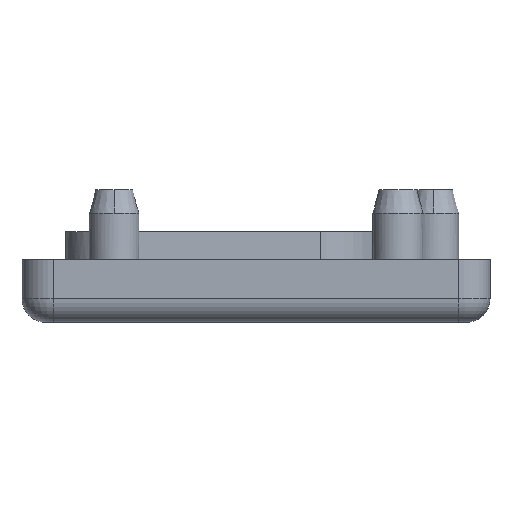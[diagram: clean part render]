
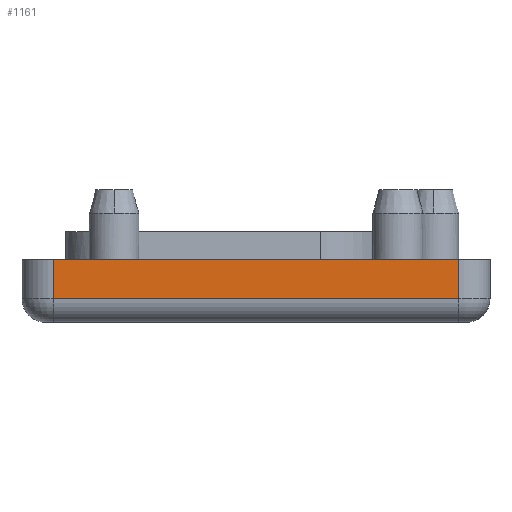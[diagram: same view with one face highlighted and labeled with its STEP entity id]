
A CAD part, front view. The second image highlights one B-rep face of the part: STEP entity #1161.
In plain terms, the highlighted planar face has unit normal (0, -1, 0).
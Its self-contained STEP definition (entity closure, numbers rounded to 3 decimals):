
#59 = LINE ( 'NONE', #1104, #1959 ) ;
#154 = ORIENTED_EDGE ( 'NONE', *, *, #3052, .F. ) ;
#298 = VECTOR ( 'NONE', #2697, 1000. ) ;
#322 = CARTESIAN_POINT ( 'NONE',  ( -43.4, 0., 4. ) ) ;
#466 = AXIS2_PLACEMENT_3D ( 'NONE', #2833, #3423, #2321 ) ;
#593 = VERTEX_POINT ( 'NONE', #1048 ) ;
#693 = EDGE_CURVE ( 'NONE', #593, #2962, #59, .T. ) ;
#717 = VERTEX_POINT ( 'NONE', #3213 ) ;
#922 = ORIENTED_EDGE ( 'NONE', *, *, #1406, .F. ) ;
#1029 = ORIENTED_EDGE ( 'NONE', *, *, #693, .F. ) ;
#1048 = CARTESIAN_POINT ( 'NONE',  ( -39.6, 0., 1.5 ) ) ;
#1104 = CARTESIAN_POINT ( 'NONE',  ( -39.6, 0., 1.5 ) ) ;
#1116 = LINE ( 'NONE', #2683, #298 ) ;
#1158 = CARTESIAN_POINT ( 'NONE',  ( -65.6, 0., 1.5 ) ) ;
#1161 = ADVANCED_FACE ( 'NONE', ( #3460 ), #2858, .F. ) ;
#1251 = ORIENTED_EDGE ( 'NONE', *, *, #2478, .F. ) ;
#1309 = LINE ( 'NONE', #1965, #1770 ) ;
#1406 = EDGE_CURVE ( 'NONE', #3333, #593, #1116, .T. ) ;
#1770 = VECTOR ( 'NONE', #2238, 1000. ) ;
#1927 = DIRECTION ( 'NONE',  ( 1., 0., 0. ) ) ;
#1959 = VECTOR ( 'NONE', #2972, 1000. ) ;
#1965 = CARTESIAN_POINT ( 'NONE',  ( -65.6, 0., 0. ) ) ;
#2238 = DIRECTION ( 'NONE',  ( 0., 0., 1. ) ) ;
#2321 = DIRECTION ( 'NONE',  ( 0., 0., 1. ) ) ;
#2416 = VECTOR ( 'NONE', #1927, 1000. ) ;
#2478 = EDGE_CURVE ( 'NONE', #717, #3333, #2973, .T. ) ;
#2683 = CARTESIAN_POINT ( 'NONE',  ( -39.6, 0., 0. ) ) ;
#2697 = DIRECTION ( 'NONE',  ( 0., 0., -1. ) ) ;
#2833 = CARTESIAN_POINT ( 'NONE',  ( -39.6, 0., 0. ) ) ;
#2858 = PLANE ( 'NONE',  #466 ) ;
#2962 = VERTEX_POINT ( 'NONE', #1158 ) ;
#2972 = DIRECTION ( 'NONE',  ( -1., 0., 0. ) ) ;
#2973 = LINE ( 'NONE', #322, #2416 ) ;
#3033 = EDGE_LOOP ( 'NONE', ( #922, #1251, #154, #1029 ) ) ;
#3052 = EDGE_CURVE ( 'NONE', #2962, #717, #1309, .T. ) ;
#3213 = CARTESIAN_POINT ( 'NONE',  ( -65.6, 0., 4. ) ) ;
#3333 = VERTEX_POINT ( 'NONE', #3489 ) ;
#3423 = DIRECTION ( 'NONE',  ( 0., 1., 0. ) ) ;
#3460 = FACE_OUTER_BOUND ( 'NONE', #3033, .T. ) ;
#3489 = CARTESIAN_POINT ( 'NONE',  ( -39.6, 0., 4. ) ) ;
